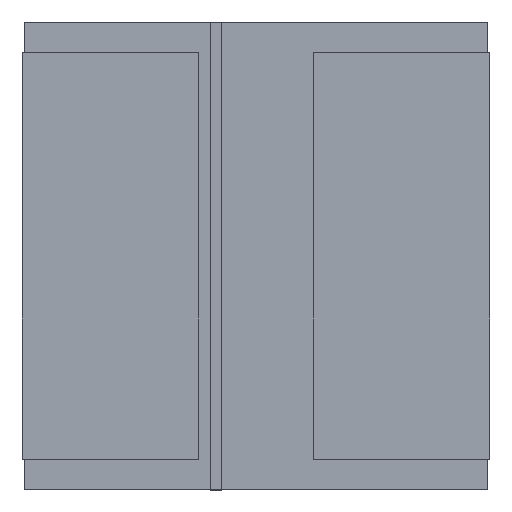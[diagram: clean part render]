
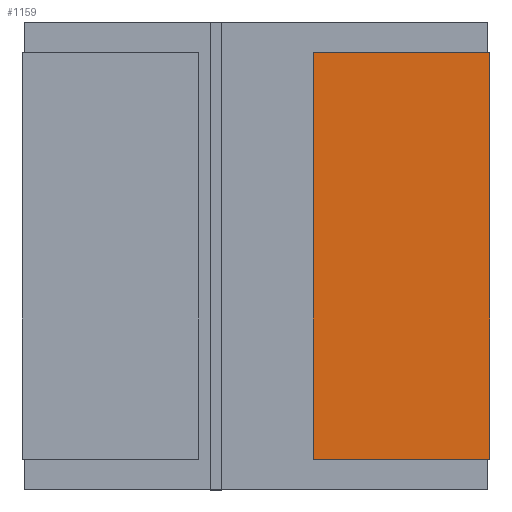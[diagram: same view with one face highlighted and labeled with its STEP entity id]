
A CAD part, top view. The second image highlights one B-rep face of the part: STEP entity #1159.
In plain terms, the highlighted planar face has unit normal (0, 0, 1).
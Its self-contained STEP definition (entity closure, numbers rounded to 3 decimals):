
#1159=ADVANCED_FACE('',(#1165),#1160,.T.);
#1160=PLANE('',#1161);
#1161=AXIS2_PLACEMENT_3D('',#1162,#1163,#1164);
#1162=CARTESIAN_POINT('',(3.048,2.654,2.007));
#1163=DIRECTION('',(0.0,0.0,1.0));
#1164=DIRECTION('',(0.,1.,0.));
#1165=FACE_OUTER_BOUND('',#1166,.T.);
#1166=EDGE_LOOP('',(#1167,#1177,#1187,#1197));
#1170=CARTESIAN_POINT('',(0.749,2.654,2.007));
#1169=VERTEX_POINT('',#1170);
#1172=CARTESIAN_POINT('',(3.048,2.654,2.007));
#1171=VERTEX_POINT('',#1172);
#1168=EDGE_CURVE('',#1169,#1171,#1173,.T.);
#1173=LINE('',#1170,#1175);
#1175=VECTOR('',#1176,2.299);
#1176=DIRECTION('',(1.0,0.0,0.0));
#1167=ORIENTED_EDGE('',*,*,#1168,.F.);
#1180=CARTESIAN_POINT('',(0.749,-2.654,2.007));
#1179=VERTEX_POINT('',#1180);
#1178=EDGE_CURVE('',#1179,#1169,#1183,.T.);
#1183=LINE('',#1180,#1185);
#1185=VECTOR('',#1186,5.309);
#1186=DIRECTION('',(0.0,1.0,0.0));
#1177=ORIENTED_EDGE('',*,*,#1178,.F.);
#1190=CARTESIAN_POINT('',(3.048,-2.654,2.007));
#1189=VERTEX_POINT('',#1190);
#1188=EDGE_CURVE('',#1189,#1179,#1193,.T.);
#1193=LINE('',#1190,#1195);
#1195=VECTOR('',#1196,2.299);
#1196=DIRECTION('',(-1.0,0.0,0.0));
#1187=ORIENTED_EDGE('',*,*,#1188,.F.);
#1198=EDGE_CURVE('',#1171,#1189,#1203,.T.);
#1203=LINE('',#1172,#1205);
#1205=VECTOR('',#1206,5.309);
#1206=DIRECTION('',(0.0,-1.0,0.0));
#1197=ORIENTED_EDGE('',*,*,#1198,.F.);
